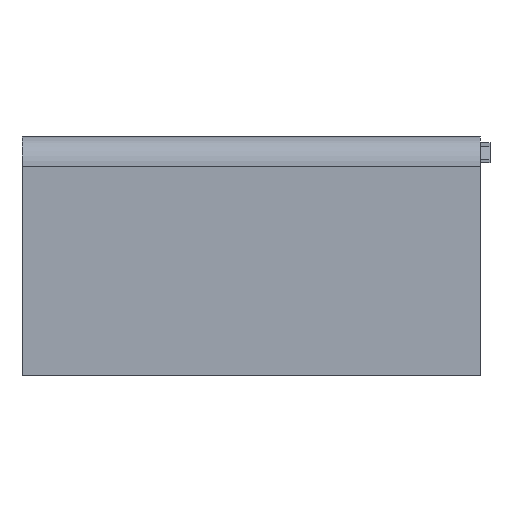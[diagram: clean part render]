
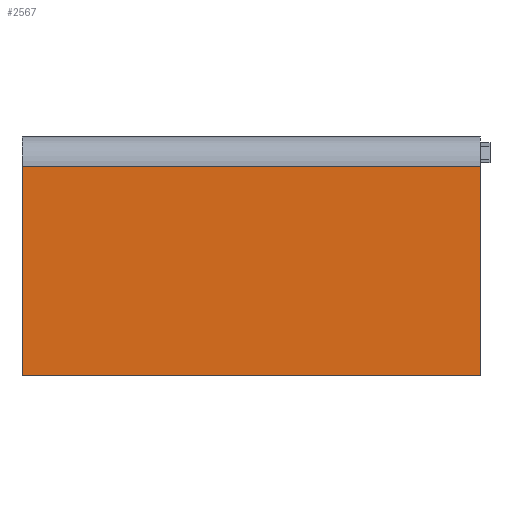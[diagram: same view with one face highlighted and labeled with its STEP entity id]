
A CAD part, left-side view. The second image highlights one B-rep face of the part: STEP entity #2567.
In plain terms, the highlighted planar face has unit normal (-1, 0, 0).
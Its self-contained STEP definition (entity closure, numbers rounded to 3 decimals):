
#207=PLANE('',#2773);
#355=FACE_OUTER_BOUND('',#537,.T.);
#537=EDGE_LOOP('',(#2348,#2349,#2350,#2351,#2352));
#587=LINE('',#3637,#842);
#594=LINE('',#3651,#849);
#727=LINE('',#4217,#982);
#799=LINE('',#4408,#1054);
#800=LINE('',#4409,#1055);
#842=VECTOR('',#3039,10.);
#849=VECTOR('',#3052,10.);
#982=VECTOR('',#3273,10.);
#1054=VECTOR('',#3401,10.);
#1055=VECTOR('',#3402,10.);
#1185=VERTEX_POINT('',#3634);
#1186=VERTEX_POINT('',#3636);
#1190=VERTEX_POINT('',#3650);
#1299=VERTEX_POINT('',#4215);
#1350=VERTEX_POINT('',#4407);
#1444=EDGE_CURVE('',#1186,#1185,#587,.T.);
#1451=EDGE_CURVE('',#1186,#1190,#594,.T.);
#1614=EDGE_CURVE('',#1299,#1185,#727,.T.);
#1690=EDGE_CURVE('',#1299,#1350,#799,.T.);
#1691=EDGE_CURVE('',#1350,#1190,#800,.T.);
#2348=ORIENTED_EDGE('',*,*,#1444,.T.);
#2349=ORIENTED_EDGE('',*,*,#1614,.F.);
#2350=ORIENTED_EDGE('',*,*,#1690,.T.);
#2351=ORIENTED_EDGE('',*,*,#1691,.T.);
#2352=ORIENTED_EDGE('',*,*,#1451,.F.);
#2567=ADVANCED_FACE('',(#355),#207,.F.);
#2773=AXIS2_PLACEMENT_3D('',#4406,#3399,#3400);
#3039=DIRECTION('',(0.,-1.,0.));
#3052=DIRECTION('',(0.,0.,1.));
#3273=DIRECTION('',(0.,0.,-1.));
#3399=DIRECTION('center_axis',(1.,0.,0.));
#3400=DIRECTION('ref_axis',(0.,1.,0.));
#3401=DIRECTION('',(0.,1.,0.));
#3402=DIRECTION('',(0.,1.,0.));
#3634=CARTESIAN_POINT('',(-4.658,350.,174.783));
#3636=CARTESIAN_POINT('',(-4.658,580.,174.783));
#3637=CARTESIAN_POINT('',(-4.658,375.4,174.783));
#3650=CARTESIAN_POINT('',(-4.658,580.,279.783));
#3651=CARTESIAN_POINT('',(-4.658,580.,49.783));
#4215=CARTESIAN_POINT('',(-4.658,350.,279.783));
#4217=CARTESIAN_POINT('',(-4.658,350.,279.783));
#4406=CARTESIAN_POINT('Origin',(-4.658,400.8,164.783));
#4407=CARTESIAN_POINT('',(-4.658,579.999,279.783));
#4408=CARTESIAN_POINT('',(-4.658,451.6,279.783));
#4409=CARTESIAN_POINT('',(-4.658,451.6,279.783));
